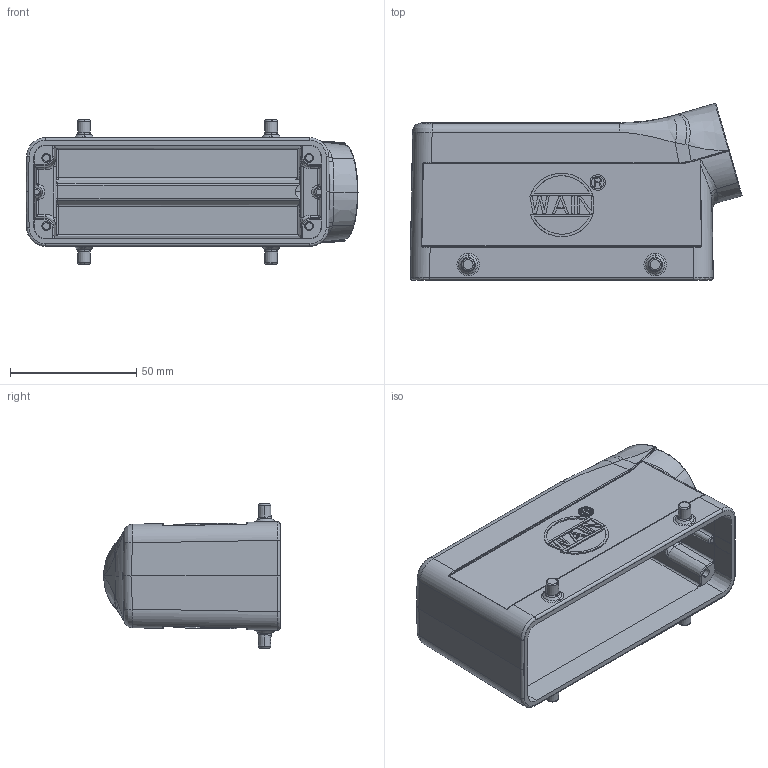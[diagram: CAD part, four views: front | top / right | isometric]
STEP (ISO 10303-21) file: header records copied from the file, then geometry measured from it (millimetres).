
FILE_DESCRIPTION((''),'2;1');
FILE_NAME('3D_1110245301003_H24B-SE-4B-M25','2020-03-25T',('f.li'),(''),'PRO/ENGINEER BY PARAMETRIC TECHNOLOGY CORPORATION, 2012480','PRO/ENGINEER BY PARAMETRIC TECHNOLOGY CORPORATION, 2012480','');
FILE_SCHEMA(('CONFIG_CONTROL_DESIGN'));
Length unit declared in the file: millimetre
Products named in the file (1): 3D_1110245301003_H24B-SE-4B-M25
Bounding box: 131.32 x 69.97 x 57 mm (x, y, z)
Volume: 84481.9 mm3; surface area: 48312.3 mm2
Topology: 1 solids, 1 shells, 558 faces, 1375 edges, 855 vertices
Faces by surface type: plane 245, bspline 113, cylinder 109, torus 43, cone 36, extrusion 8, sphere 3, revolution 1
Entity records: 23693 total; most frequent: CARTESIAN_POINT 11430, ORIENTED_EDGE 2744, DIRECTION 2184, EDGE_CURVE 1372, VERTEX_POINT 855, VECTOR 737, LINE 729, AXIS2_PLACEMENT_3D 723
